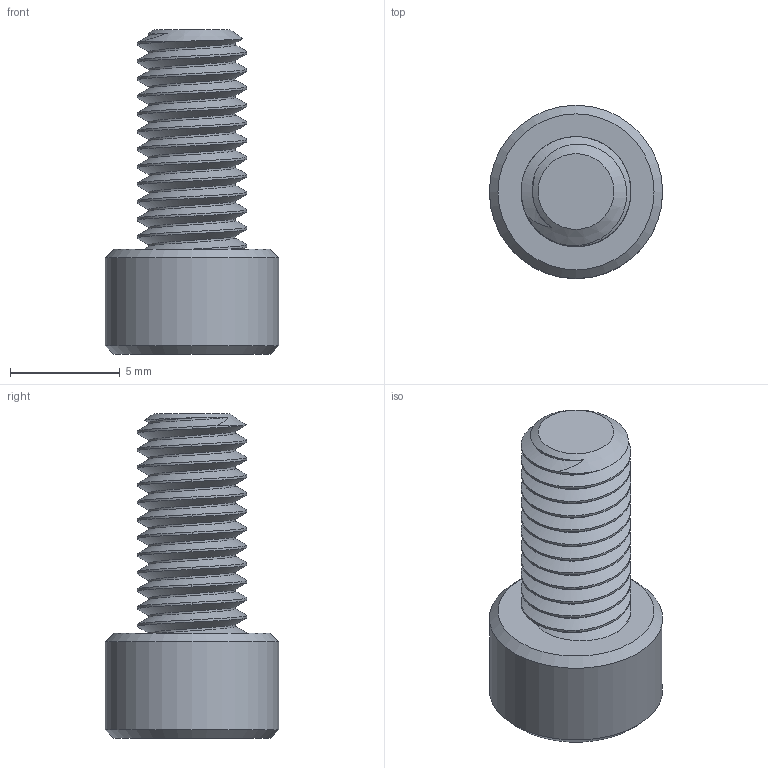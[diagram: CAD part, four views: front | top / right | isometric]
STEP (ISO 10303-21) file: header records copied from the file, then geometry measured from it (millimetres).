
FILE_DESCRIPTION(/* description */ (''),/* implementation_level */ '2;1');
FILE_NAME(/* name */ '93640A132_Nylon Plastic Socket Head Screw.step',/* time_stamp */ '2022-08-23T12:56:07-03:00',/* author */ (''),/* organization */ (''),/* preprocessor_version */ 'ST-DEVELOPER v19',/* originating_system */ 'Autodesk Translation Framework v11.7.0.108',/* authorisation */ '');
FILE_SCHEMA (('AUTOMOTIVE_DESIGN { 1 0 10303 214 3 1 1 }'));
Length unit declared in the file: millimetre
Products named in the file (1): 93640A132_Nylon Plastic Socket Head Screw
Bounding box: 7.9 x 7.9 x 14.8 mm (x, y, z)
Volume: 347.9 mm3; surface area: 483.5 mm2
Topology: 1 solids, 1 shells, 48 faces, 119 edges, 75 vertices
Faces by surface type: cylinder 27, plane 10, cone 9, bspline 2
Full cylindrical faces by diameter (mm): 3.961 x11, 5 x11, 7.9 x1
Entity records: 3809 total; most frequent: CARTESIAN_POINT 2764, ORIENTED_EDGE 238, DIRECTION 166, EDGE_CURVE 119, VERTEX_POINT 75, AXIS2_PLACEMENT_3D 63, B_SPLINE_CURVE_WITH_KNOTS 57, EDGE_LOOP 50
